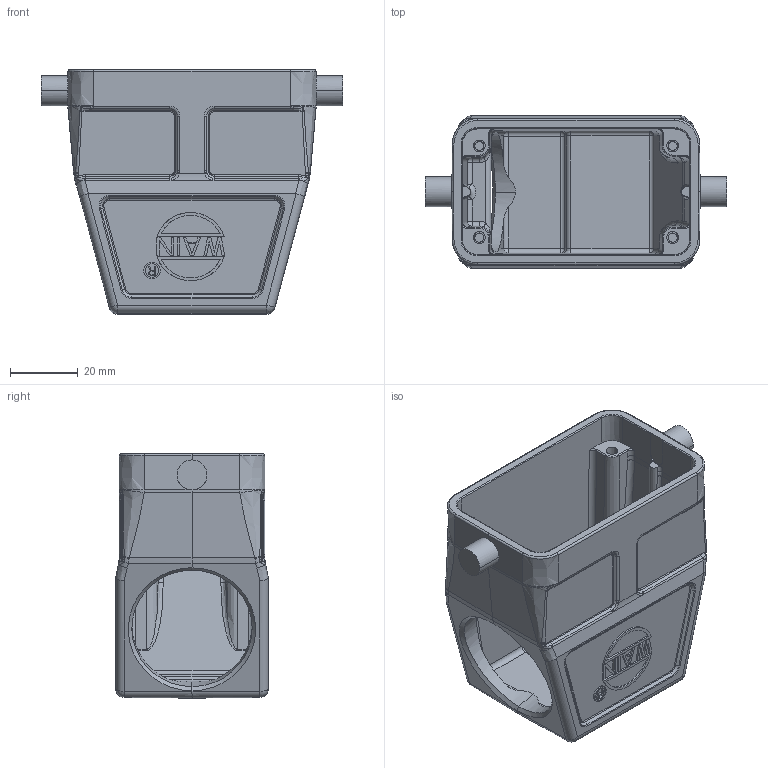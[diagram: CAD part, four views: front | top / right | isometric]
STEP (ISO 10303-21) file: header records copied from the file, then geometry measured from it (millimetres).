
FILE_DESCRIPTION((''),'2;1');
FILE_NAME('3D_1110105155003__H10B-SEH-2B-M','2019-06-21T',('sh.ye'),(''),'PRO/ENGINEER BY PARAMETRIC TECHNOLOGY CORPORATION, 2015240','PRO/ENGINEER BY PARAMETRIC TECHNOLOGY CORPORATION, 2015240','');
FILE_SCHEMA(('AUTOMOTIVE_DESIGN { 1 0 10303 214 1 1 1 1 }'));
Length unit declared in the file: millimetre
Products named in the file (1): 3D_1110105155003__H10B-SEH-2B-M
Bounding box: 89 x 45 x 72 mm (x, y, z)
Volume: 59134 mm3; surface area: 31793.7 mm2
Topology: 1 solids, 1 shells, 667 faces, 1609 edges, 969 vertices
Faces by surface type: plane 257, bspline 159, cylinder 150, torus 49, cone 30, sphere 14, extrusion 8
Entity records: 31456 total; most frequent: CARTESIAN_POINT 12309, ORIENTED_EDGE 3198, DIRECTION 2516, PRESENTATION_STYLE_ASSIGNMENT 1600, STYLED_ITEM 1600, CURVE_STYLE 1599, EDGE_CURVE 1599, VERTEX_POINT 969
